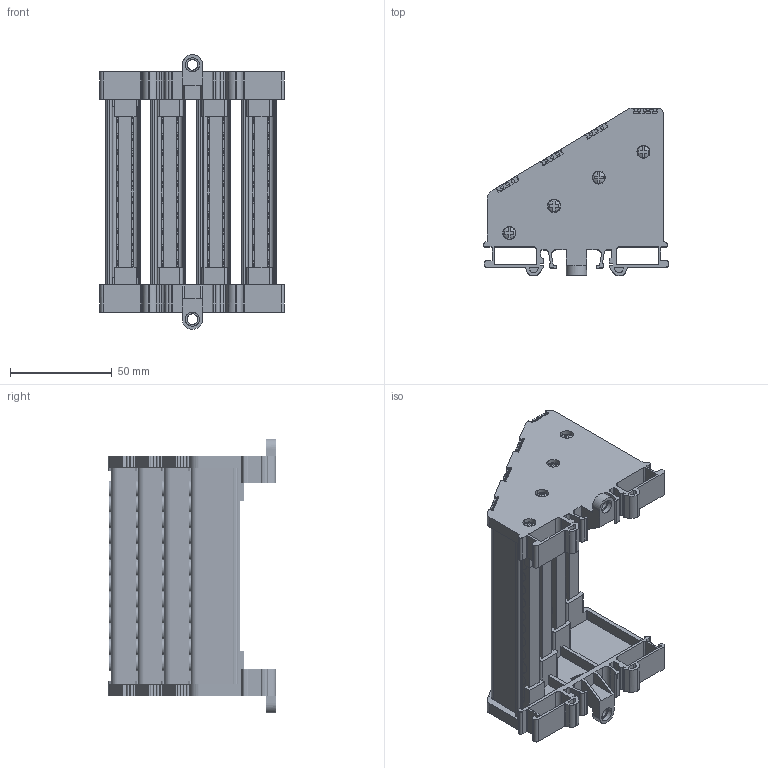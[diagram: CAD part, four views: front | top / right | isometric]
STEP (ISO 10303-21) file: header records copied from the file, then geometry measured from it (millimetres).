
FILE_DESCRIPTION (( 'STEP AP203' ), '1' );
FILE_NAME ('7x12 Dört Kutuplu Daðýtýcý Ünite - 12 Delikli ( Yüksek Tip)-1.STEP', '2019-01-22T05:55:02', ( '' ), ( '' ), 'SwSTEP 2.0', 'SolidWorks 2011', '' );
FILE_SCHEMA (( 'CONFIG_CONTROL_DESIGN' ));
Products named in the file (1): 7x12 Dört Kutuplu Daðýtýcý Ünite - 12 Delikli ( Yüksek Tip)-1
Bounding box: 90.84 x 82.3 x 134.98 mm (x, y, z)
Volume: 129810.7 mm3; surface area: 107697.4 mm2
Topology: 1 solids, 11 shells, 3847 faces, 11657 edges, 7960 vertices
Faces by surface type: plane 1932, cylinder 1217, cone 577, bspline 104, torus 17
Entity records: 172955 total; most frequent: CARTESIAN_POINT 80029, ORIENTED_EDGE 23314, DIRECTION 13093, EDGE_CURVE 11657, VERTEX_POINT 7960, B_SPLINE_CURVE_WITH_KNOTS 6145, LINE 5419, VECTOR 5419
